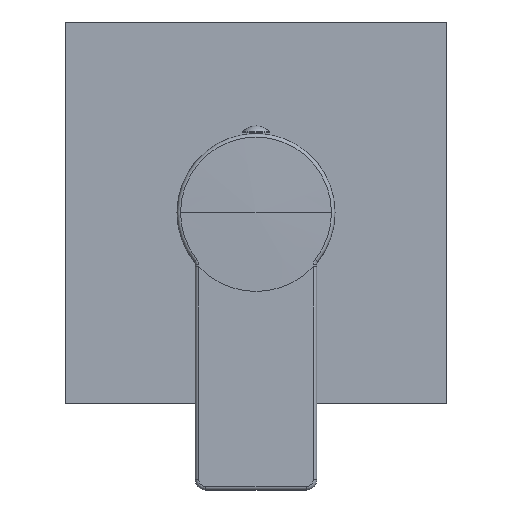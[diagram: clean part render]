
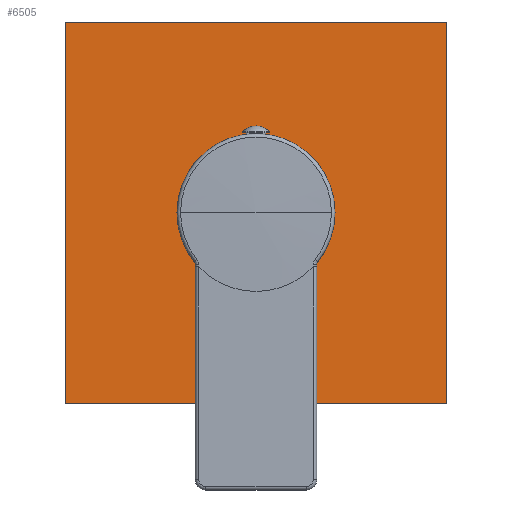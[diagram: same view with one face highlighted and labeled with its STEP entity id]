
A CAD part, top view. The second image highlights one B-rep face of the part: STEP entity #6505.
In plain terms, the highlighted planar face has unit normal (0, 0, 1).
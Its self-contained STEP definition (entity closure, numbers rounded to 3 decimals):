
#5613=DIRECTION('',(0.,1.,0.));
#5614=VECTOR('',#5613,110.);
#5615=CARTESIAN_POINT('',(55.,-55.,-2.));
#5616=LINE('',#5615,#5614);
#5617=DIRECTION('',(1.,0.,0.));
#5618=VECTOR('',#5617,110.);
#5619=CARTESIAN_POINT('',(-55.,-55.,-2.));
#5620=LINE('',#5619,#5618);
#5621=DIRECTION('',(0.,-1.,0.));
#5622=VECTOR('',#5621,110.);
#5623=CARTESIAN_POINT('',(-55.,55.,-2.));
#5624=LINE('',#5623,#5622);
#5625=DIRECTION('',(-1.,0.,0.));
#5626=VECTOR('',#5625,110.);
#5627=CARTESIAN_POINT('',(55.,55.,-2.));
#5628=LINE('',#5627,#5626);
#5629=CARTESIAN_POINT('',(0.,0.,-2.));
#5630=DIRECTION('',(0.,0.,-1.));
#5631=DIRECTION('',(-1.,0.,0.));
#5632=AXIS2_PLACEMENT_3D('',#5629,#5630,#5631);
#5634=CARTESIAN_POINT('',(0.,0.,-2.));
#5635=DIRECTION('',(0.,0.,-1.));
#5636=DIRECTION('',(1.,0.,0.));
#5637=AXIS2_PLACEMENT_3D('',#5634,#5635,#5636);
#5811=CARTESIAN_POINT('',(-22.8,0.,-2.));
#5812=CARTESIAN_POINT('',(22.8,0.,-2.));
#5813=VERTEX_POINT('',#5811);
#5814=VERTEX_POINT('',#5812);
#5815=CARTESIAN_POINT('',(55.,-55.,-2.));
#5816=CARTESIAN_POINT('',(55.,55.,-2.));
#5817=VERTEX_POINT('',#5815);
#5818=VERTEX_POINT('',#5816);
#5819=CARTESIAN_POINT('',(-55.,55.,-2.));
#5820=VERTEX_POINT('',#5819);
#5821=CARTESIAN_POINT('',(-55.,-55.,-2.));
#5822=VERTEX_POINT('',#5821);
#6488=CARTESIAN_POINT('',(0.,0.,-2.));
#6489=DIRECTION('',(0.,0.,1.));
#6490=DIRECTION('',(-1.,0.,0.));
#6491=AXIS2_PLACEMENT_3D('',#6488,#6489,#6490);
#6492=PLANE('',#6491);
#6493=ORIENTED_EDGE('',*,*,#6275,.F.);
#6494=ORIENTED_EDGE('',*,*,#6304,.F.);
#6495=ORIENTED_EDGE('',*,*,#6431,.F.);
#6496=ORIENTED_EDGE('',*,*,#6456,.F.);
#6497=EDGE_LOOP('',(#6493,#6494,#6495,#6496));
#6498=FACE_OUTER_BOUND('',#6497,.F.);
#6500=ORIENTED_EDGE('',*,*,#6499,.F.);
#6502=ORIENTED_EDGE('',*,*,#6501,.F.);
#6503=EDGE_LOOP('',(#6500,#6502));
#6504=FACE_BOUND('',#6503,.F.);
#6505=ADVANCED_FACE('',(#6498,#6504),#6492,.T.);
#5633=CIRCLE('',#5632,22.8);
#5638=CIRCLE('',#5637,22.8);
#6275=EDGE_CURVE('',#5817,#5818,#5616,.T.);
#6304=EDGE_CURVE('',#5822,#5817,#5620,.T.);
#6431=EDGE_CURVE('',#5820,#5822,#5624,.T.);
#6456=EDGE_CURVE('',#5818,#5820,#5628,.T.);
#6499=EDGE_CURVE('',#5813,#5814,#5633,.T.);
#6501=EDGE_CURVE('',#5814,#5813,#5638,.T.);
